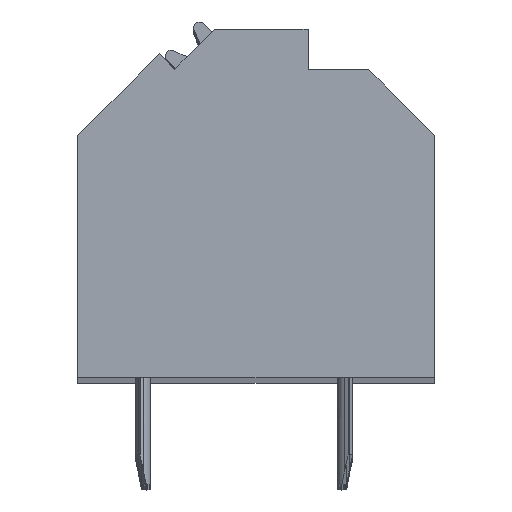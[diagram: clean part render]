
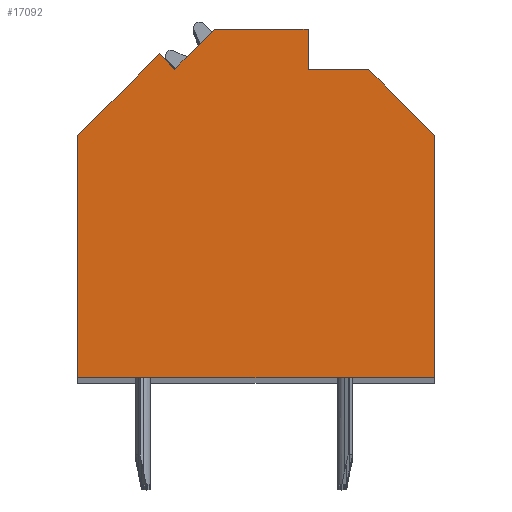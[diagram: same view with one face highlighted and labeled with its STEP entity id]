
A CAD part, top view. The second image highlights one B-rep face of the part: STEP entity #17092.
In plain terms, the highlighted planar face has unit normal (0, 0, 1).
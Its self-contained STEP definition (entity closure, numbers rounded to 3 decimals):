
#1139=DIRECTION('',(-0.707,-0.707,0.));
#1140=VECTOR('',#1139,1.897);
#1141=CARTESIAN_POINT('',(-1.39,5.718,105.005));
#1142=LINE('',#1141,#1140);
#1143=DIRECTION('',(-1.,0.,0.));
#1144=VECTOR('',#1143,3.14);
#1145=CARTESIAN_POINT('',(1.75,5.718,105.005));
#1146=LINE('',#1145,#1144);
#1147=DIRECTION('',(0.,1.,0.));
#1148=VECTOR('',#1147,1.368);
#1149=CARTESIAN_POINT('',(1.75,4.35,105.005));
#1150=LINE('',#1149,#1148);
#1151=DIRECTION('',(-1.,0.,0.));
#1152=VECTOR('',#1151,2.05);
#1153=CARTESIAN_POINT('',(3.8,4.35,105.005));
#1154=LINE('',#1153,#1152);
#1155=DIRECTION('',(-0.707,0.707,0.));
#1156=VECTOR('',#1155,3.111);
#1157=CARTESIAN_POINT('',(6.,2.15,105.005));
#1158=LINE('',#1157,#1156);
#1159=DIRECTION('',(0.,1.,0.));
#1160=VECTOR('',#1159,8.15);
#1161=CARTESIAN_POINT('',(6.,-6.,105.005));
#1162=LINE('',#1161,#1160);
#1163=DIRECTION('',(1.,0.,0.));
#1164=VECTOR('',#1163,12.);
#1165=CARTESIAN_POINT('',(-6.,-6.,105.005));
#1166=LINE('',#1165,#1164);
#1167=DIRECTION('',(0.,-1.,0.));
#1168=VECTOR('',#1167,8.14);
#1169=CARTESIAN_POINT('',(-6.,2.14,105.005));
#1170=LINE('',#1169,#1168);
#1171=DIRECTION('',(-0.707,-0.707,0.));
#1172=VECTOR('',#1171,3.892);
#1173=CARTESIAN_POINT('',(-3.248,4.892,105.005));
#1174=LINE('',#1173,#1172);
#1175=DIRECTION('',(-0.707,0.707,0.));
#1176=VECTOR('',#1175,0.73);
#1177=CARTESIAN_POINT('',(-2.732,4.376,105.005));
#1178=LINE('',#1177,#1176);
#12305=CARTESIAN_POINT('',(-1.39,5.718,105.005));
#12306=CARTESIAN_POINT('',(-2.732,4.376,105.005));
#12307=VERTEX_POINT('',#12305);
#12308=VERTEX_POINT('',#12306);
#12309=CARTESIAN_POINT('',(-3.248,4.892,105.005));
#12310=VERTEX_POINT('',#12309);
#12311=CARTESIAN_POINT('',(-6.,2.14,105.005));
#12312=VERTEX_POINT('',#12311);
#12313=CARTESIAN_POINT('',(-6.,-6.,105.005));
#12314=VERTEX_POINT('',#12313);
#12315=CARTESIAN_POINT('',(6.,-6.,105.005));
#12316=VERTEX_POINT('',#12315);
#12317=CARTESIAN_POINT('',(6.,2.15,105.005));
#12318=VERTEX_POINT('',#12317);
#12319=CARTESIAN_POINT('',(3.8,4.35,105.005));
#12320=VERTEX_POINT('',#12319);
#12321=CARTESIAN_POINT('',(1.75,4.35,105.005));
#12322=VERTEX_POINT('',#12321);
#12323=CARTESIAN_POINT('',(1.75,5.718,105.005));
#12324=VERTEX_POINT('',#12323);
#17068=CARTESIAN_POINT('',(0.,0.,105.005));
#17069=DIRECTION('',(0.,0.,1.));
#17070=DIRECTION('',(1.,0.,0.));
#17071=AXIS2_PLACEMENT_3D('',#17068,#17069,#17070);
#17072=PLANE('',#17071);
#17074=ORIENTED_EDGE('',*,*,#17073,.F.);
#17076=ORIENTED_EDGE('',*,*,#17075,.F.);
#17078=ORIENTED_EDGE('',*,*,#17077,.F.);
#17080=ORIENTED_EDGE('',*,*,#17079,.F.);
#17082=ORIENTED_EDGE('',*,*,#17081,.F.);
#17084=ORIENTED_EDGE('',*,*,#17083,.F.);
#17086=ORIENTED_EDGE('',*,*,#17085,.F.);
#17087=ORIENTED_EDGE('',*,*,#16423,.F.);
#17088=ORIENTED_EDGE('',*,*,#16783,.F.);
#17089=ORIENTED_EDGE('',*,*,#16377,.F.);
#17090=EDGE_LOOP('',(#17074,#17076,#17078,#17080,#17082,#17084,#17086,#17087,
#17088,#17089));
#17091=FACE_OUTER_BOUND('',#17090,.F.);
#16377=EDGE_CURVE('',#12308,#12310,#1178,.T.);
#16423=EDGE_CURVE('',#12312,#12314,#1170,.T.);
#16783=EDGE_CURVE('',#12310,#12312,#1174,.T.);
#17073=EDGE_CURVE('',#12307,#12308,#1142,.T.);
#17075=EDGE_CURVE('',#12324,#12307,#1146,.T.);
#17077=EDGE_CURVE('',#12322,#12324,#1150,.T.);
#17079=EDGE_CURVE('',#12320,#12322,#1154,.T.);
#17081=EDGE_CURVE('',#12318,#12320,#1158,.T.);
#17083=EDGE_CURVE('',#12316,#12318,#1162,.T.);
#17085=EDGE_CURVE('',#12314,#12316,#1166,.T.);
#17092=ADVANCED_FACE('',(#17091),#17072,.T.);
